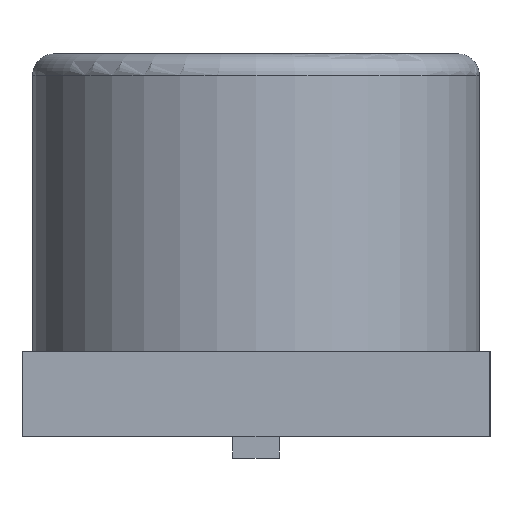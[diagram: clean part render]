
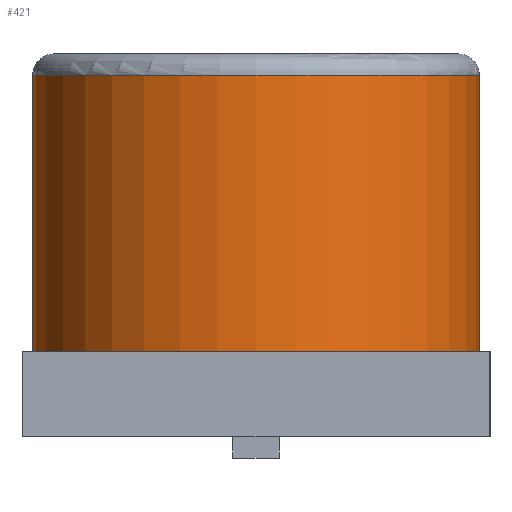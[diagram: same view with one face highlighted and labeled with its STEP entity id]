
A CAD part, left-side view. The second image highlights one B-rep face of the part: STEP entity #421.
In plain terms, the highlighted cylindrical face has radius 3.15 mm (diameter 6.3 mm), a full revolution.
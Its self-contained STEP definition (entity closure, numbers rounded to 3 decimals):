
#128=CYLINDRICAL_SURFACE('',#468,3.15);
#132=FACE_BOUND('',#161,.T.);
#135=FACE_OUTER_BOUND('',#160,.T.);
#160=EDGE_LOOP('',(#287));
#161=EDGE_LOOP('',(#288));
#187=CIRCLE('',#467,3.15);
#188=CIRCLE('',#469,3.15);
#195=VERTEX_POINT('',#615);
#196=VERTEX_POINT('',#618);
#231=EDGE_CURVE('',#195,#195,#187,.T.);
#232=EDGE_CURVE('',#196,#196,#188,.T.);
#287=ORIENTED_EDGE('',*,*,#232,.T.);
#288=ORIENTED_EDGE('',*,*,#231,.T.);
#421=ADVANCED_FACE('',(#135,#132),#128,.T.);
#467=AXIS2_PLACEMENT_3D('',#616,#504,#505);
#468=AXIS2_PLACEMENT_3D('',#617,#506,#507);
#469=AXIS2_PLACEMENT_3D('',#619,#508,#509);
#504=DIRECTION('center_axis',(0.,0.,
-1.));
#505=DIRECTION('ref_axis',(0.,-1.,0.));
#506=DIRECTION('center_axis',(0.,0.,
1.));
#507=DIRECTION('ref_axis',(0.,1.,0.));
#508=DIRECTION('center_axis',(0.,0.,
1.));
#509=DIRECTION('ref_axis',(0.,-1.,0.));
#615=CARTESIAN_POINT('',(0.041,-3.131,5.4));
#616=CARTESIAN_POINT('Origin',(0.041,0.019,5.4));
#617=CARTESIAN_POINT('Origin',(0.041,0.019,-9.175));
#618=CARTESIAN_POINT('',(0.041,3.169,1.5));
#619=CARTESIAN_POINT('Origin',(0.041,0.019,1.5));
